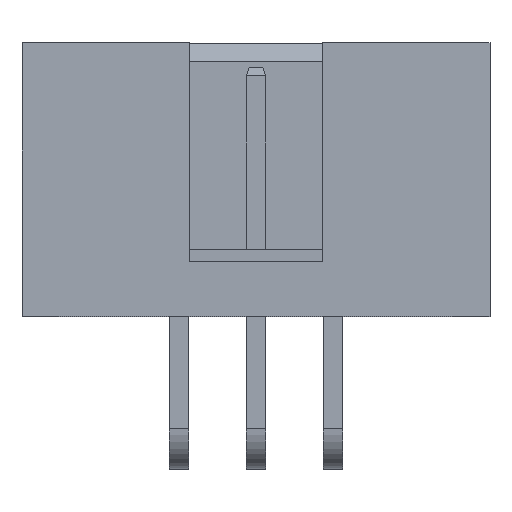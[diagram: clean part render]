
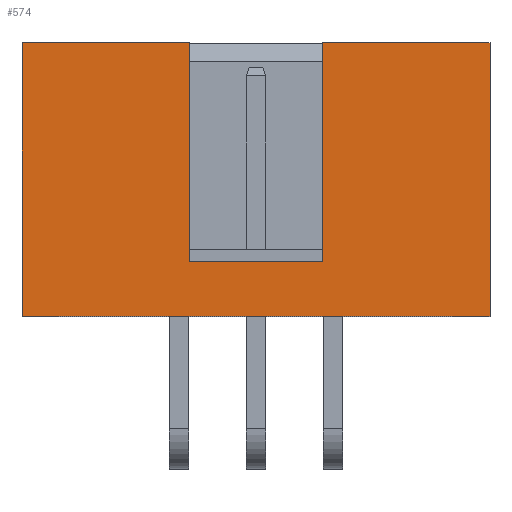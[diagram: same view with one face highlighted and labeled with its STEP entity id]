
A CAD part, top view. The second image highlights one B-rep face of the part: STEP entity #574.
In plain terms, the highlighted planar face has unit normal (0, 0, 1).
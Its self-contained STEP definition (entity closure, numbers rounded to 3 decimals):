
#256 = LINE ( 'NONE', #1083, #2581 ) ;
#257 = VECTOR ( 'NONE', #315, 1000. ) ;
#315 = DIRECTION ( 'NONE',  ( -1., 0., 0. ) ) ;
#384 = VERTEX_POINT ( 'NONE', #433 ) ;
#433 = CARTESIAN_POINT ( 'NONE',  ( 10.25, 4.7, 8.8 ) ) ;
#452 = ORIENTED_EDGE ( 'NONE', *, *, #5091, .T. ) ;
#498 = LINE ( 'NONE', #2974, #4463 ) ;
#574 = ADVANCED_FACE ( 'NONE', ( #1912 ), #5164, .T. ) ;
#623 = VERTEX_POINT ( 'NONE', #3207 ) ;
#730 = CARTESIAN_POINT ( 'NONE',  ( 10.25, 0., 8.8 ) ) ;
#748 = ORIENTED_EDGE ( 'NONE', *, *, #2537, .F. ) ;
#770 = CARTESIAN_POINT ( 'NONE',  ( -1.27, 4.7, 8.8 ) ) ;
#850 = CARTESIAN_POINT ( 'NONE',  ( -5.17, 0., 8.8 ) ) ;
#878 = LINE ( 'NONE', #850, #1374 ) ;
#948 = CARTESIAN_POINT ( 'NONE',  ( 4.74, 13.7, 8.8 ) ) ;
#966 = EDGE_CURVE ( 'NONE', #623, #4128, #5136, .T. ) ;
#1031 = VERTEX_POINT ( 'NONE', #4524 ) ;
#1083 = CARTESIAN_POINT ( 'NONE',  ( 0.34, 4.7, 8.8 ) ) ;
#1092 = DIRECTION ( 'NONE',  ( 1., 0., 0. ) ) ;
#1373 = DIRECTION ( 'NONE',  ( 1., 0., 0. ) ) ;
#1374 = VECTOR ( 'NONE', #4081, 1000. ) ;
#1432 = DIRECTION ( 'NONE',  ( 0., -1., 0. ) ) ;
#1514 = CARTESIAN_POINT ( 'NONE',  ( -1.27, 6.5, 8.8 ) ) ;
#1535 = EDGE_CURVE ( 'NONE', #2083, #2636, #878, .T. ) ;
#1582 = VECTOR ( 'NONE', #2466, 1000. ) ;
#1603 = CARTESIAN_POINT ( 'NONE',  ( 0., 13.7, 8.8 ) ) ;
#1699 = CARTESIAN_POINT ( 'NONE',  ( -5.17, 4.7, 8.8 ) ) ;
#1786 = EDGE_CURVE ( 'NONE', #4128, #1031, #256, .T. ) ;
#1807 = VECTOR ( 'NONE', #3956, 1000. ) ;
#1912 = FACE_OUTER_BOUND ( 'NONE', #4414, .T. ) ;
#1976 = VERTEX_POINT ( 'NONE', #948 ) ;
#2083 = VERTEX_POINT ( 'NONE', #1699 ) ;
#2175 = CARTESIAN_POINT ( 'NONE',  ( 0., 13.7, 8.8 ) ) ;
#2292 = VECTOR ( 'NONE', #1432, 1000. ) ;
#2420 = VERTEX_POINT ( 'NONE', #2829 ) ;
#2466 = DIRECTION ( 'NONE',  ( 1., 0., 0. ) ) ;
#2537 = EDGE_CURVE ( 'NONE', #1976, #2420, #3817, .T. ) ;
#2572 = DIRECTION ( 'NONE',  ( 1., 0., 0. ) ) ;
#2581 = VECTOR ( 'NONE', #2669, 1000. ) ;
#2636 = VERTEX_POINT ( 'NONE', #3843 ) ;
#2669 = DIRECTION ( 'NONE',  ( 0., 1., 0. ) ) ;
#2762 = LINE ( 'NONE', #730, #1807 ) ;
#2829 = CARTESIAN_POINT ( 'NONE',  ( 10.25, 13.7, 8.8 ) ) ;
#2974 = CARTESIAN_POINT ( 'NONE',  ( 0., 4.7, 8.8 ) ) ;
#3207 = CARTESIAN_POINT ( 'NONE',  ( 4.74, 6.5, 8.8 ) ) ;
#3354 = VECTOR ( 'NONE', #2572, 1000. ) ;
#3619 = ORIENTED_EDGE ( 'NONE', *, *, #1786, .T. ) ;
#3817 = LINE ( 'NONE', #2175, #3354 ) ;
#3838 = CARTESIAN_POINT ( 'NONE',  ( 0.34, 6.5, 8.8 ) ) ;
#3843 = CARTESIAN_POINT ( 'NONE',  ( -5.17, 13.7, 8.8 ) ) ;
#3908 = CARTESIAN_POINT ( 'NONE',  ( 4.74, 4.7, 8.8 ) ) ;
#3956 = DIRECTION ( 'NONE',  ( 0., 1., 0. ) ) ;
#4045 = EDGE_CURVE ( 'NONE', #1976, #623, #4268, .T. ) ;
#4081 = DIRECTION ( 'NONE',  ( 0., 1., 0. ) ) ;
#4097 = ORIENTED_EDGE ( 'NONE', *, *, #966, .T. ) ;
#4108 = LINE ( 'NONE', #1603, #1582 ) ;
#4128 = VERTEX_POINT ( 'NONE', #3838 ) ;
#4241 = AXIS2_PLACEMENT_3D ( 'NONE', #770, #4718, #1092 ) ;
#4268 = LINE ( 'NONE', #3908, #2292 ) ;
#4307 = EDGE_CURVE ( 'NONE', #2083, #384, #498, .T. ) ;
#4402 = ORIENTED_EDGE ( 'NONE', *, *, #4470, .F. ) ;
#4414 = EDGE_LOOP ( 'NONE', ( #748, #5182, #4097, #3619, #4402, #5085, #4974, #452 ) ) ;
#4463 = VECTOR ( 'NONE', #1373, 1000. ) ;
#4470 = EDGE_CURVE ( 'NONE', #2636, #1031, #4108, .T. ) ;
#4524 = CARTESIAN_POINT ( 'NONE',  ( 0.34, 13.7, 8.8 ) ) ;
#4718 = DIRECTION ( 'NONE',  ( 0., 0., 1. ) ) ;
#4974 = ORIENTED_EDGE ( 'NONE', *, *, #4307, .T. ) ;
#5085 = ORIENTED_EDGE ( 'NONE', *, *, #1535, .F. ) ;
#5091 = EDGE_CURVE ( 'NONE', #384, #2420, #2762, .T. ) ;
#5136 = LINE ( 'NONE', #1514, #257 ) ;
#5164 = PLANE ( 'NONE',  #4241 ) ;
#5182 = ORIENTED_EDGE ( 'NONE', *, *, #4045, .T. ) ;
